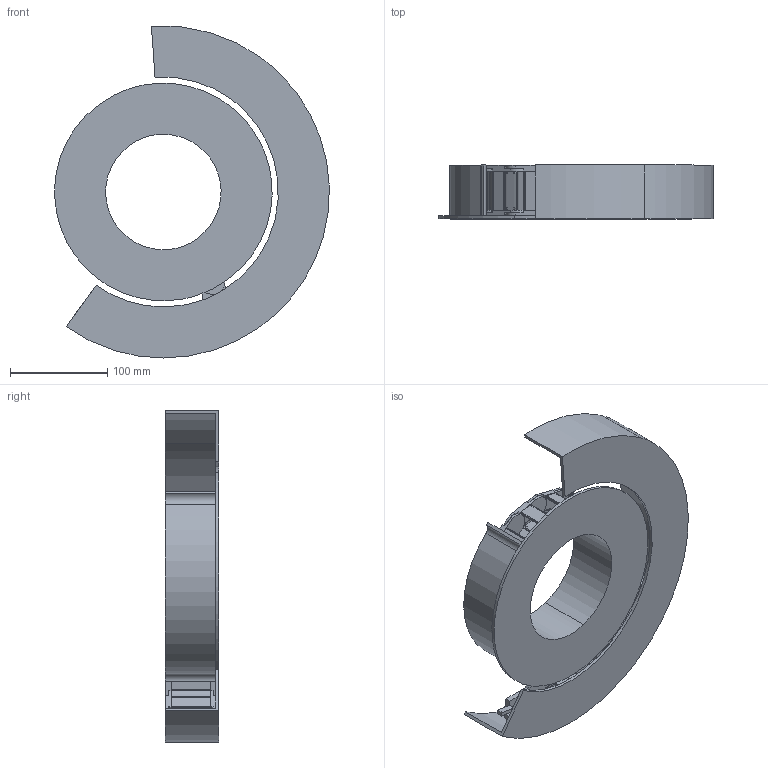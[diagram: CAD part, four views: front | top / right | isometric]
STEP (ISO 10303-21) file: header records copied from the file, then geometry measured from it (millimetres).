
FILE_DESCRIPTION(('FreeCAD Model'),'2;1');
FILE_NAME('Open CASCADE Shape Model','2025-05-09T06:33:47',('FreeCAD'),( 'FreeCAD'),'Open CASCADE STEP processor 7.6','FreeCAD','Unknown');
FILE_SCHEMA(('AUTOMOTIVE_DESIGN { 1 0 10303 214 1 1 1 1 }'));
Products named in the file (1): Open CASCADE STEP translator 7.6 1
Bounding box: 281.97 x 55.15 x 340.83 mm (x, y, z)
Volume: 623075.6 mm3; surface area: 443390.5 mm2
Topology: 36 solids, 36 shells, 2278 faces, 6365 edges, 4222 vertices
Faces by surface type: bspline 2278
Entity records: 68118 total; most frequent: CARTESIAN_POINT 31171, ORIENTED_EDGE 12730, EDGE_CURVE 6365, B_SPLINE_CURVE_WITH_KNOTS 4783, VERTEX_POINT 4222, FACE_BOUND 2475, EDGE_LOOP 2475, ADVANCED_FACE 2278
